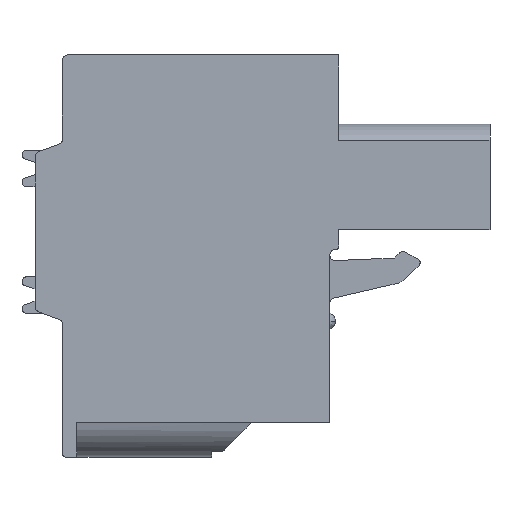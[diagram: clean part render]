
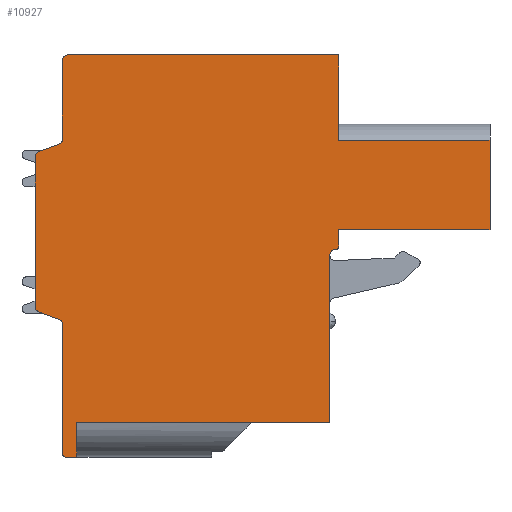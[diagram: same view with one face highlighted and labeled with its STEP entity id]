
A CAD part, front view. The second image highlights one B-rep face of the part: STEP entity #10927.
In plain terms, the highlighted planar face has unit normal (0, -1, 0).
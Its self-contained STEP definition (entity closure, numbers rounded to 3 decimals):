
#983=DIRECTION('',(0.,0.,1.));
#984=VECTOR('',#983,4.7);
#985=CARTESIAN_POINT('',(4.181,-40.54,6.775));
#986=LINE('',#985,#984);
#1058=DIRECTION('',(-1.,0.,0.));
#1059=VECTOR('',#1058,8.3);
#1060=CARTESIAN_POINT('',(12.481,-40.54,6.775));
#1061=LINE('',#1060,#1059);
#1062=DIRECTION('',(0.,0.,-1.));
#1063=VECTOR('',#1062,4.9);
#1064=CARTESIAN_POINT('',(12.481,-40.54,6.775));
#1065=LINE('',#1064,#1063);
#1066=DIRECTION('',(-1.,0.,0.));
#1067=VECTOR('',#1066,8.3);
#1068=CARTESIAN_POINT('',(12.481,-40.54,1.875));
#1069=LINE('',#1068,#1067);
#1070=DIRECTION('',(0.,0.,-1.));
#1071=VECTOR('',#1070,0.901);
#1072=CARTESIAN_POINT('',(4.181,-40.54,1.875));
#1073=LINE('',#1072,#1071);
#1074=CARTESIAN_POINT('',(3.981,-40.54,0.974));
#1075=DIRECTION('',(0.,1.,0.));
#1076=DIRECTION('',(1.,0.,0.));
#1077=AXIS2_PLACEMENT_3D('',#1074,#1075,#1076);
#1079=CARTESIAN_POINT('',(3.981,-40.54,0.474));
#1080=DIRECTION('',(0.,-1.,0.));
#1081=DIRECTION('',(0.,0.,1.));
#1082=AXIS2_PLACEMENT_3D('',#1079,#1080,#1081);
#1084=DIRECTION('',(-1.,0.,0.));
#1085=VECTOR('',#1084,13.9);
#1086=CARTESIAN_POINT('',(3.681,-40.54,-8.725));
#1087=LINE('',#1086,#1085);
#1088=DIRECTION('',(0.,0.,-1.));
#1089=VECTOR('',#1088,1.9);
#1090=CARTESIAN_POINT('',(-10.219,-40.54,-8.725));
#1091=LINE('',#1090,#1089);
#1092=DIRECTION('',(-1.,0.,0.));
#1093=VECTOR('',#1092,0.6);
#1094=CARTESIAN_POINT('',(-10.219,-40.54,-10.625));
#1095=LINE('',#1094,#1093);
#1096=CARTESIAN_POINT('',(-10.819,-40.54,-10.425));
#1097=DIRECTION('',(0.,1.,0.));
#1098=DIRECTION('',(0.,0.,-1.));
#1099=AXIS2_PLACEMENT_3D('',#1096,#1097,#1098);
#1101=DIRECTION('',(0.,0.,1.));
#1102=VECTOR('',#1101,7.095);
#1103=CARTESIAN_POINT('',(-11.019,-40.54,-10.425));
#1104=LINE('',#1103,#1102);
#1105=CARTESIAN_POINT('',(-11.319,-40.54,-3.33));
#1106=DIRECTION('',(0.,-1.,0.));
#1107=DIRECTION('',(1.,0.,0.));
#1108=AXIS2_PLACEMENT_3D('',#1105,#1106,#1107);
#1110=DIRECTION('',(-0.94,0.,0.342));
#1111=VECTOR('',#1110,1.176);
#1112=CARTESIAN_POINT('',(-11.216,-40.54,-3.048));
#1113=LINE('',#1112,#1111);
#1114=CARTESIAN_POINT('',(-12.219,-40.54,-2.364));
#1115=DIRECTION('',(0.,1.,0.));
#1116=DIRECTION('',(-0.342,0.,-0.94));
#1117=AXIS2_PLACEMENT_3D('',#1114,#1115,#1116);
#1119=DIRECTION('',(0.,0.,1.));
#1120=VECTOR('',#1119,8.238);
#1121=CARTESIAN_POINT('',(-12.519,-40.54,-2.364));
#1122=LINE('',#1121,#1120);
#1123=CARTESIAN_POINT('',(-12.219,-40.54,5.874));
#1124=DIRECTION('',(0.,1.,0.));
#1125=DIRECTION('',(-1.,0.,0.));
#1126=AXIS2_PLACEMENT_3D('',#1123,#1124,#1125);
#1128=DIRECTION('',(0.94,0.,0.342));
#1129=VECTOR('',#1128,1.176);
#1130=CARTESIAN_POINT('',(-12.321,-40.54,6.156));
#1131=LINE('',#1130,#1129);
#1132=CARTESIAN_POINT('',(-11.319,-40.54,6.84));
#1133=DIRECTION('',(0.,-1.,0.));
#1134=DIRECTION('',(0.342,0.,-0.94));
#1135=AXIS2_PLACEMENT_3D('',#1132,#1133,#1134);
#1137=DIRECTION('',(0.,0.,1.));
#1138=VECTOR('',#1137,4.335);
#1139=CARTESIAN_POINT('',(-11.019,-40.54,6.84));
#1140=LINE('',#1139,#1138);
#1141=CARTESIAN_POINT('',(-10.719,-40.54,11.175));
#1142=DIRECTION('',(0.,1.,0.));
#1143=DIRECTION('',(-1.,0.,0.));
#1144=AXIS2_PLACEMENT_3D('',#1141,#1142,#1143);
#1146=DIRECTION('',(1.,0.,0.));
#1147=VECTOR('',#1146,14.9);
#1148=CARTESIAN_POINT('',(-10.719,-40.54,11.475));
#1149=LINE('',#1148,#1147);
#1630=DIRECTION('',(0.,0.,1.));
#1631=VECTOR('',#1630,9.199);
#1632=CARTESIAN_POINT('',(3.681,-40.54,-8.725));
#1633=LINE('',#1632,#1631);
#7751=CARTESIAN_POINT('',(-12.519,-40.54,-2.364));
#7752=CARTESIAN_POINT('',(-12.519,-40.54,5.874));
#7753=VERTEX_POINT('',#7751);
#7754=VERTEX_POINT('',#7752);
#7755=CARTESIAN_POINT('',(-12.321,-40.54,6.156));
#7756=VERTEX_POINT('',#7755);
#7757=CARTESIAN_POINT('',(-11.216,-40.54,6.558));
#7758=VERTEX_POINT('',#7757);
#7759=CARTESIAN_POINT('',(-11.019,-40.54,6.84));
#7760=VERTEX_POINT('',#7759);
#7761=CARTESIAN_POINT('',(-11.019,-40.54,11.175));
#7762=VERTEX_POINT('',#7761);
#7763=CARTESIAN_POINT('',(-10.719,-40.54,11.475));
#7764=VERTEX_POINT('',#7763);
#7765=CARTESIAN_POINT('',(4.181,-40.54,11.475));
#7766=VERTEX_POINT('',#7765);
#7767=CARTESIAN_POINT('',(3.681,-40.54,-8.725));
#7768=CARTESIAN_POINT('',(-10.219,-40.54,-8.725));
#7769=VERTEX_POINT('',#7767);
#7770=VERTEX_POINT('',#7768);
#7771=CARTESIAN_POINT('',(-10.219,-40.54,-10.625));
#7772=VERTEX_POINT('',#7771);
#7773=CARTESIAN_POINT('',(-10.819,-40.54,-10.625));
#7774=VERTEX_POINT('',#7773);
#7775=CARTESIAN_POINT('',(-11.019,-40.54,-10.425));
#7776=VERTEX_POINT('',#7775);
#7777=CARTESIAN_POINT('',(-11.019,-40.54,-3.33));
#7778=VERTEX_POINT('',#7777);
#7779=CARTESIAN_POINT('',(-11.216,-40.54,-3.048));
#7780=VERTEX_POINT('',#7779);
#7781=CARTESIAN_POINT('',(-12.321,-40.54,-2.646));
#7782=VERTEX_POINT('',#7781);
#7793=CARTESIAN_POINT('',(4.181,-40.54,0.974));
#7794=CARTESIAN_POINT('',(3.981,-40.54,0.774));
#7795=VERTEX_POINT('',#7793);
#7796=VERTEX_POINT('',#7794);
#7797=CARTESIAN_POINT('',(4.181,-40.54,1.875));
#7798=VERTEX_POINT('',#7797);
#7799=CARTESIAN_POINT('',(3.681,-40.54,0.474));
#7800=VERTEX_POINT('',#7799);
#7801=CARTESIAN_POINT('',(12.481,-40.54,1.875));
#7802=VERTEX_POINT('',#7801);
#9076=CARTESIAN_POINT('',(4.181,-40.54,6.775));
#9078=VERTEX_POINT('',#9076);
#9081=CARTESIAN_POINT('',(12.481,-40.54,6.775));
#9082=VERTEX_POINT('',#9081);
#10877=CARTESIAN_POINT('',(0.,-40.54,0.));
#10878=DIRECTION('',(0.,1.,0.));
#10879=DIRECTION('',(1.,0.,0.));
#10880=AXIS2_PLACEMENT_3D('',#10877,#10878,#10879);
#10881=PLANE('',#10880);
#10882=ORIENTED_EDGE('',*,*,#10828,.F.);
#10883=ORIENTED_EDGE('',*,*,#10245,.T.);
#10885=ORIENTED_EDGE('',*,*,#10884,.T.);
#10887=ORIENTED_EDGE('',*,*,#10886,.T.);
#10889=ORIENTED_EDGE('',*,*,#10888,.T.);
#10891=ORIENTED_EDGE('',*,*,#10890,.T.);
#10893=ORIENTED_EDGE('',*,*,#10892,.F.);
#10895=ORIENTED_EDGE('',*,*,#10894,.T.);
#10897=ORIENTED_EDGE('',*,*,#10896,.T.);
#10899=ORIENTED_EDGE('',*,*,#10898,.T.);
#10901=ORIENTED_EDGE('',*,*,#10900,.T.);
#10903=ORIENTED_EDGE('',*,*,#10902,.T.);
#10905=ORIENTED_EDGE('',*,*,#10904,.T.);
#10907=ORIENTED_EDGE('',*,*,#10906,.T.);
#10909=ORIENTED_EDGE('',*,*,#10908,.T.);
#10911=ORIENTED_EDGE('',*,*,#10910,.T.);
#10913=ORIENTED_EDGE('',*,*,#10912,.T.);
#10915=ORIENTED_EDGE('',*,*,#10914,.T.);
#10917=ORIENTED_EDGE('',*,*,#10916,.T.);
#10919=ORIENTED_EDGE('',*,*,#10918,.T.);
#10921=ORIENTED_EDGE('',*,*,#10920,.T.);
#10923=ORIENTED_EDGE('',*,*,#10922,.T.);
#10924=ORIENTED_EDGE('',*,*,#10842,.F.);
#10925=EDGE_LOOP('',(#10882,#10883,#10885,#10887,#10889,#10891,#10893,#10895,
#10897,#10899,#10901,#10903,#10905,#10907,#10909,#10911,#10913,#10915,#10917,
#10919,#10921,#10923,#10924));
#10926=FACE_OUTER_BOUND('',#10925,.F.);
#10927=ADVANCED_FACE('',(#10926),#10881,.F.);
#1078=CIRCLE('',#1077,0.2);
#1083=CIRCLE('',#1082,0.3);
#1100=CIRCLE('',#1099,0.2);
#1109=CIRCLE('',#1108,0.3);
#1118=CIRCLE('',#1117,0.3);
#1127=CIRCLE('',#1126,0.3);
#1136=CIRCLE('',#1135,0.3);
#1145=CIRCLE('',#1144,0.3);
#10245=EDGE_CURVE('',#9082,#7802,#1065,.T.);
#10828=EDGE_CURVE('',#9082,#9078,#1061,.T.);
#10842=EDGE_CURVE('',#9078,#7766,#986,.T.);
#10884=EDGE_CURVE('',#7802,#7798,#1069,.T.);
#10886=EDGE_CURVE('',#7798,#7795,#1073,.T.);
#10888=EDGE_CURVE('',#7795,#7796,#1078,.T.);
#10890=EDGE_CURVE('',#7796,#7800,#1083,.T.);
#10892=EDGE_CURVE('',#7769,#7800,#1633,.T.);
#10894=EDGE_CURVE('',#7769,#7770,#1087,.T.);
#10896=EDGE_CURVE('',#7770,#7772,#1091,.T.);
#10898=EDGE_CURVE('',#7772,#7774,#1095,.T.);
#10900=EDGE_CURVE('',#7774,#7776,#1100,.T.);
#10902=EDGE_CURVE('',#7776,#7778,#1104,.T.);
#10904=EDGE_CURVE('',#7778,#7780,#1109,.T.);
#10906=EDGE_CURVE('',#7780,#7782,#1113,.T.);
#10908=EDGE_CURVE('',#7782,#7753,#1118,.T.);
#10910=EDGE_CURVE('',#7753,#7754,#1122,.T.);
#10912=EDGE_CURVE('',#7754,#7756,#1127,.T.);
#10914=EDGE_CURVE('',#7756,#7758,#1131,.T.);
#10916=EDGE_CURVE('',#7758,#7760,#1136,.T.);
#10918=EDGE_CURVE('',#7760,#7762,#1140,.T.);
#10920=EDGE_CURVE('',#7762,#7764,#1145,.T.);
#10922=EDGE_CURVE('',#7764,#7766,#1149,.T.);
